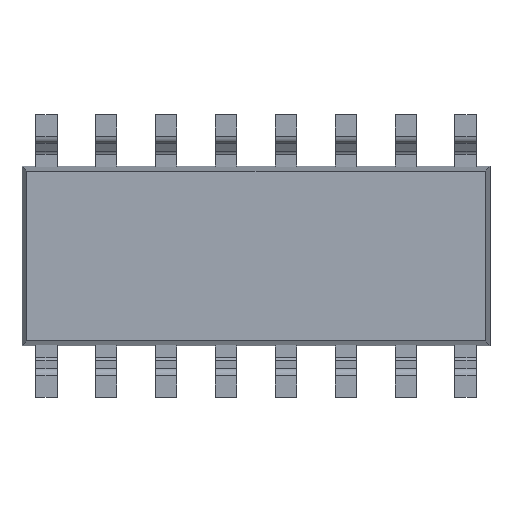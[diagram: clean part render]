
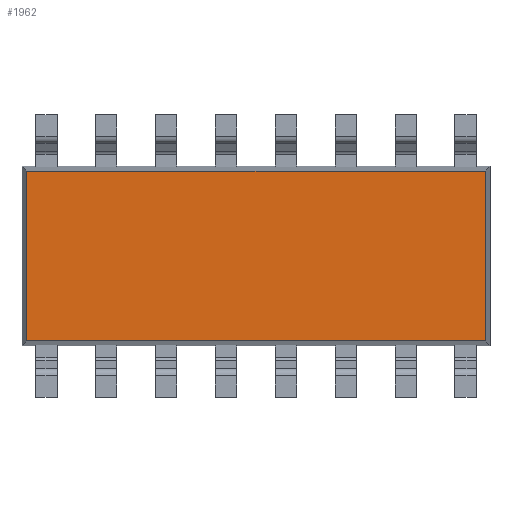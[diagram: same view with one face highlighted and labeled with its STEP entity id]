
A CAD part, front view. The second image highlights one B-rep face of the part: STEP entity #1962.
In plain terms, the highlighted face is planar.
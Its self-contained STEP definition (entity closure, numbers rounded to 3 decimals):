
#12 = AXIS2_PLACEMENT_3D ( 'NONE', #1572, #1402, #1222 ) ;
#223 = VERTEX_POINT ( 'NONE', #1487 ) ;
#253 = CARTESIAN_POINT ( 'NONE',  ( -4.865, -1.8, 0.15 ) ) ;
#363 = FACE_OUTER_BOUND ( 'NONE', #734, .T. ) ;
#393 = DIRECTION ( 'NONE',  ( -1., 0., 0. ) ) ;
#471 = LINE ( 'NONE', #1521, #2253 ) ;
#567 = VECTOR ( 'NONE', #1326, 1000. ) ;
#582 = VERTEX_POINT ( 'NONE', #2286 ) ;
#603 = LINE ( 'NONE', #1687, #567 ) ;
#734 = EDGE_LOOP ( 'NONE', ( #1564, #1561, #2209, #1747 ) ) ;
#966 = VECTOR ( 'NONE', #1050, 1000. ) ;
#993 = LINE ( 'NONE', #2308, #966 ) ;
#1050 = DIRECTION ( 'NONE',  ( 0., 1., 0. ) ) ;
#1120 = LINE ( 'NONE', #1511, #1500 ) ;
#1149 = EDGE_CURVE ( 'NONE', #223, #1423, #603, .T. ) ;
#1222 = DIRECTION ( 'NONE',  ( -1., 0., 0. ) ) ;
#1300 = VERTEX_POINT ( 'NONE', #253 ) ;
#1326 = DIRECTION ( 'NONE',  ( 0., -1., 0. ) ) ;
#1402 = DIRECTION ( 'NONE',  ( 0., 0., -1. ) ) ;
#1423 = VERTEX_POINT ( 'NONE', #2141 ) ;
#1487 = CARTESIAN_POINT ( 'NONE',  ( 4.865, 1.8, 0.15 ) ) ;
#1500 = VECTOR ( 'NONE', #393, 1000. ) ;
#1511 = CARTESIAN_POINT ( 'NONE',  ( 0., -1.8, 0.15 ) ) ;
#1521 = CARTESIAN_POINT ( 'NONE',  ( 0., 1.8, 0.15 ) ) ;
#1561 = ORIENTED_EDGE ( 'NONE', *, *, #2295, .T. ) ;
#1564 = ORIENTED_EDGE ( 'NONE', *, *, #2032, .T. ) ;
#1572 = CARTESIAN_POINT ( 'NONE',  ( 0., 0., 0.15 ) ) ;
#1596 = PLANE ( 'NONE',  #12 ) ;
#1687 = CARTESIAN_POINT ( 'NONE',  ( 4.865, 0., 0.15 ) ) ;
#1747 = ORIENTED_EDGE ( 'NONE', *, *, #2230, .T. ) ;
#1962 = ADVANCED_FACE ( 'NONE', ( #363 ), #1596, .T. ) ;
#2032 = EDGE_CURVE ( 'NONE', #1300, #582, #993, .T. ) ;
#2041 = DIRECTION ( 'NONE',  ( 1., 0., 0. ) ) ;
#2141 = CARTESIAN_POINT ( 'NONE',  ( 4.865, -1.8, 0.15 ) ) ;
#2209 = ORIENTED_EDGE ( 'NONE', *, *, #1149, .T. ) ;
#2230 = EDGE_CURVE ( 'NONE', #1423, #1300, #1120, .T. ) ;
#2253 = VECTOR ( 'NONE', #2041, 1000. ) ;
#2286 = CARTESIAN_POINT ( 'NONE',  ( -4.865, 1.8, 0.15 ) ) ;
#2295 = EDGE_CURVE ( 'NONE', #582, #223, #471, .T. ) ;
#2308 = CARTESIAN_POINT ( 'NONE',  ( -4.865, 0., 0.15 ) ) ;
